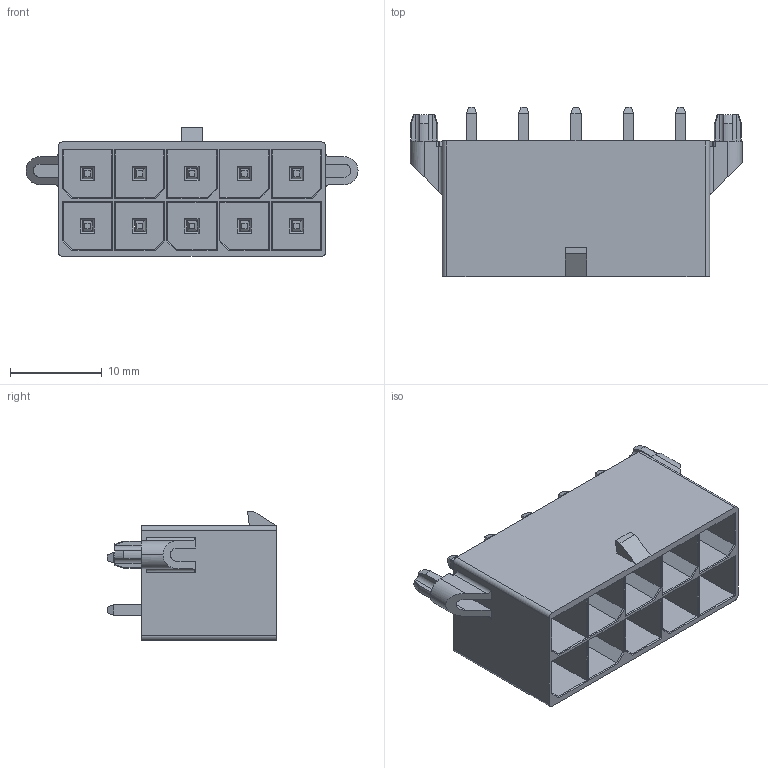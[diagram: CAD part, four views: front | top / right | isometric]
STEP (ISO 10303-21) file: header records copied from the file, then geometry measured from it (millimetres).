
FILE_DESCRIPTION(/* description */ ('Unknown'),/* implementation_level */ '2;1');
FILE_NAME(/* name */ '657010240201',/* time_stamp */ '2022-10-13T10:46:57+02:00',/* author */ ('Unknown'),/* organization */ ('Unknown'),/* preprocessor_version */ 'ST-DEVELOPER v16.7',/* originating_system */ 'Solid Edge',/* authorisation */ 'Unknown');
FILE_SCHEMA (('AUTOMOTIVE_DESIGN {1 0 10303 214 3 1 1}'));
Length unit declared in the file: millimetre
Products named in the file (3): 6570xx240201; 657010240201; 6570xx240201_Pin
Assembly tree (11 placements, depth 2):
  6570xx240201
    657010240201
    6570xx240201_Pin  x10
Bounding box: 36.2 x 18.5 x 14.03 mm (x, y, z)
Volume: 2382.1 mm3; surface area: 5658.9 mm2
Topology: 11 solids, 11 shells, 677 faces, 1664 edges, 1039 vertices
Faces by surface type: plane 591, cylinder 78, cone 8
Entity records: 16522 total; most frequent: CARTESIAN_POINT 2918, ORIENTED_EDGE 2824, DIRECTION 2686, EDGE_CURVE 1412, LINE 1232, VECTOR 1232, VERTEX_POINT 895, AXIS2_PLACEMENT_3D 727
